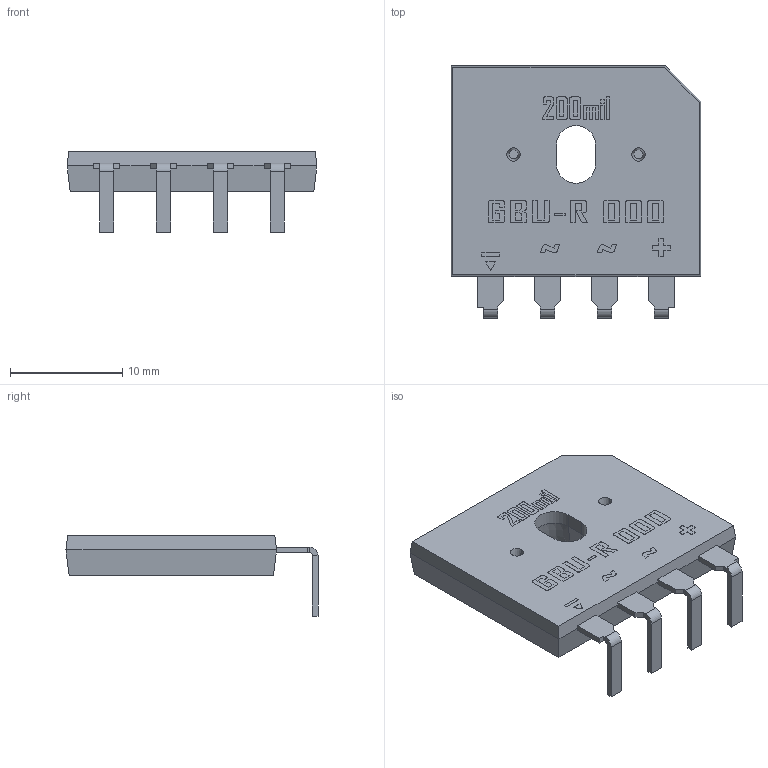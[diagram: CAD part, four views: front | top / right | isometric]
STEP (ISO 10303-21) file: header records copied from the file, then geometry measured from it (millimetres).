
FILE_DESCRIPTION (( 'STEP AP214' ), '1' );
FILE_NAME ('GBU___GBU-R__.STEP', '2023-03-01T18:52:08', ( '' ), ( '' ), 'SwSTEP 2.0', 'SolidWorks 2020', '' );
FILE_SCHEMA (( 'AUTOMOTIVE_DESIGN' ));
Length unit declared in the file: millimetre
Products named in the file (1): GBU___GBU-R__
Bounding box: 22.3 x 22.5 x 7.16 mm (x, y, z)
Volume: 1407.5 mm3; surface area: 1254.6 mm2
Topology: 1 solids, 1 shells, 339 faces, 883 edges, 575 vertices
Faces by surface type: plane 271, bspline 52, cylinder 10, cone 6
Entity records: 15327 total; most frequent: CARTESIAN_POINT 3770, ORIENTED_EDGE 1766, DIRECTION 1385, EDGE_CURVE 883, VECTOR 749, LINE 749, VERTEX_POINT 575, EDGE_LOOP 370
